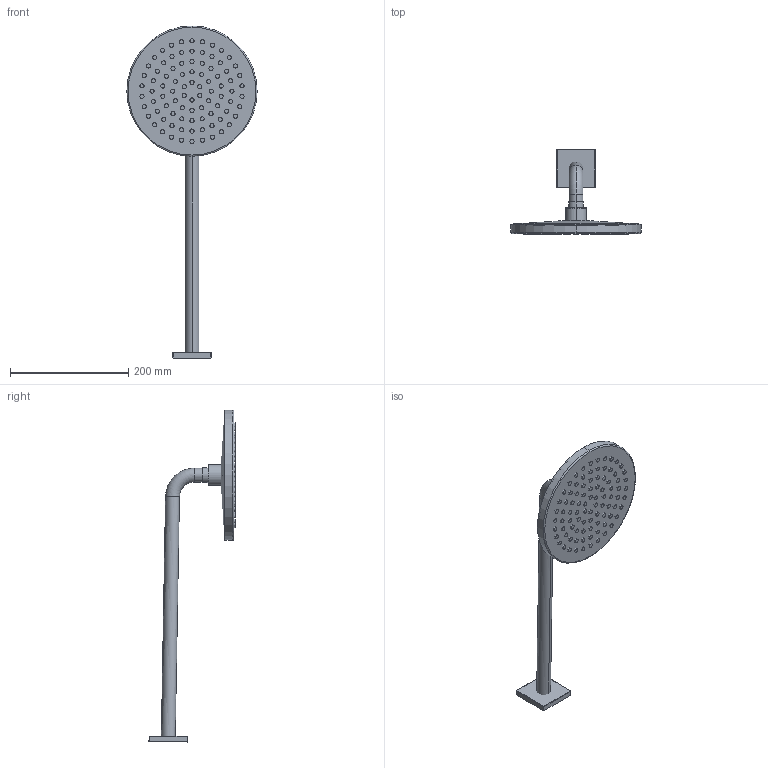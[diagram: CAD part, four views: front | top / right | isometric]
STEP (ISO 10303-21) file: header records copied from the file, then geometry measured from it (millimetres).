
FILE_DESCRIPTION (( 'STEP AP203' ), '1' );
FILE_NAME ('28649670-00.STEP', '2018-07-03T14:50:11', ( '' ), ( '' ), 'SwSTEP 2.0', 'SolidWorks 2017', '' );
FILE_SCHEMA (( 'CONFIG_CONTROL_DESIGN' ));
Length unit declared in the file: millimetre
Products named in the file (8): Planungsmodell_Rohr_gerade-+-28.568.780-10_ _K254_220x15,50; Planungsmodell_Rohr_gerade-+-28.568.780-10_ _K155_35x31,75; Planungsmodell_Rohr_gerade-+-28.568.780-10_ _K36_25x10; Planungsmodell_Deckel-+-09.11.01.132.90-01_K1; Planungsmodell_Rohr_abgewinkel-+-09.11.06.063.94-01_ _K19_21x410x13x91; Planungsmodell_Abdeckung-+-33.543.780-01_ _K89_65x9x65; Planungsmodell_Einsatz-+-09.12.01.081.90-01; 28649670-00
Assembly tree (7 placements, depth 2):
  28649670-00
    Planungsmodell_Rohr_gerade-+-28.568.780-10_ _K254_220x15,50
    Planungsmodell_Rohr_gerade-+-28.568.780-10_ _K155_35x31,75
    Planungsmodell_Rohr_gerade-+-28.568.780-10_ _K36_25x10
    Planungsmodell_Deckel-+-09.11.01.132.90-01_K1
    Planungsmodell_Rohr_abgewinkel-+-09.11.06.063.94-01_ _K19_21x410x13x91
    Planungsmodell_Abdeckung-+-33.543.780-01_ _K89_65x9x65
    Planungsmodell_Einsatz-+-09.12.01.081.90-01
Bounding box: 220 x 145.36 x 560.86 mm (x, y, z)
Volume: 1138401.4 mm3; surface area: 281191.5 mm2
Topology: 7 solids, 7 shells, 332 faces, 668 edges, 436 vertices
Faces by surface type: cylinder 200, plane 108, torus 14, cone 6, sphere 4
Entity records: 9684 total; most frequent: DIRECTION 1794, CARTESIAN_POINT 1442, ORIENTED_EDGE 1328, AXIS2_PLACEMENT_3D 788, EDGE_CURVE 664, CIRCLE 446, VERTEX_POINT 436, EDGE_LOOP 422
